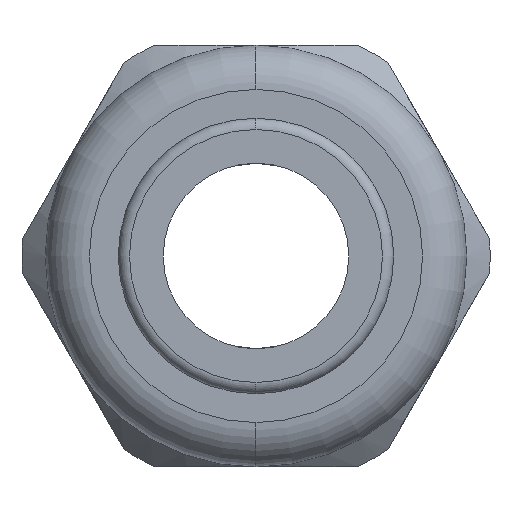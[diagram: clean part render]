
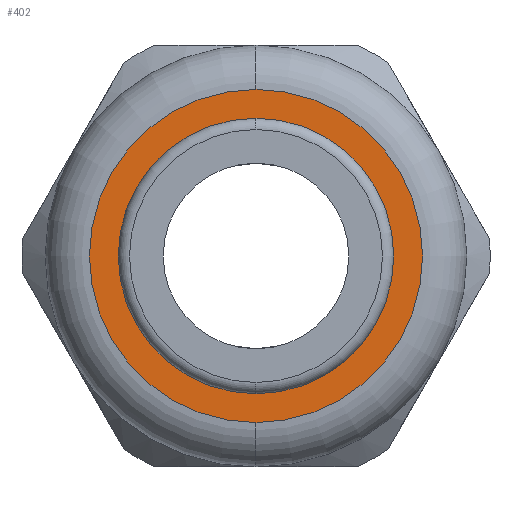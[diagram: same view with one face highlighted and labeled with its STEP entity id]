
A CAD part, left-side view. The second image highlights one B-rep face of the part: STEP entity #402.
In plain terms, the highlighted planar face has unit normal (-1, 0, 0).
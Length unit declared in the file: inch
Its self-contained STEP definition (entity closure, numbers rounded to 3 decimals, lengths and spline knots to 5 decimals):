
#129 = ORIENTED_EDGE ( 'NONE', *, *, #423, .T. ) ;
#240 = EDGE_CURVE ( 'NONE', #241, #242, #1269, .T. ) ;
#241 = VERTEX_POINT ( 'NONE', #1265 ) ;
#242 = VERTEX_POINT ( 'NONE', #1264 ) ;
#330 = EDGE_LOOP ( 'NONE', ( #403, #129 ) ) ;
#402 = ADVANCED_FACE ( 'NONE', ( #1588, #1586 ), #1585, .T. ) ;
#403 = ORIENTED_EDGE ( 'NONE', *, *, #3154, .T. ) ;
#411 = ORIENTED_EDGE ( 'NONE', *, *, #240, .T. ) ;
#416 = EDGE_CURVE ( 'NONE', #242, #241, #1622, .T. ) ;
#423 = EDGE_CURVE ( 'NONE', #772, #768, #1664, .T. ) ;
#425 = ORIENTED_EDGE ( 'NONE', *, *, #416, .T. ) ;
#431 = EDGE_LOOP ( 'NONE', ( #425, #411 ) ) ;
#768 = VERTEX_POINT ( 'NONE', #1994 ) ;
#772 = VERTEX_POINT ( 'NONE', #2056 ) ;
#1214 = CARTESIAN_POINT ( 'NONE',  ( -1.18, 0., 0. ) ) ;
#1264 = CARTESIAN_POINT ( 'NONE',  ( -1.18, 0., -0.245 ) ) ;
#1265 = CARTESIAN_POINT ( 'NONE',  ( -1.18, 0., 0.245 ) ) ;
#1266 = DIRECTION ( 'NONE',  ( 0., 0., -1. ) ) ;
#1267 = DIRECTION ( 'NONE',  ( 1., 0., 0. ) ) ;
#1268 = AXIS2_PLACEMENT_3D ( 'NONE', #1214, #1267, #1266 ) ;
#1269 = CIRCLE ( 'NONE', #1268, 0.245 ) ;
#1574 = DIRECTION ( 'NONE',  ( 0., 0., 1. ) ) ;
#1575 = DIRECTION ( 'NONE',  ( -1., 0., 0. ) ) ;
#1576 = CARTESIAN_POINT ( 'NONE',  ( -1.18, 0.375, 0. ) ) ;
#1577 = AXIS2_PLACEMENT_3D ( 'NONE', #1576, #1575, #1574 ) ;
#1585 = PLANE ( 'NONE',  #1577 ) ;
#1586 = FACE_BOUND ( 'NONE', #431, .T. ) ;
#1588 = FACE_OUTER_BOUND ( 'NONE', #330, .T. ) ;
#1618 = DIRECTION ( 'NONE',  ( 0., 0., -1. ) ) ;
#1619 = DIRECTION ( 'NONE',  ( 1., 0., 0. ) ) ;
#1620 = CARTESIAN_POINT ( 'NONE',  ( -1.18, 0., 0. ) ) ;
#1621 = AXIS2_PLACEMENT_3D ( 'NONE', #1620, #1619, #1618 ) ;
#1622 = CIRCLE ( 'NONE', #1621, 0.245 ) ;
#1660 = DIRECTION ( 'NONE',  ( 0., 0., 1. ) ) ;
#1661 = DIRECTION ( 'NONE',  ( -1., 0., 0. ) ) ;
#1662 = CARTESIAN_POINT ( 'NONE',  ( -1.18, 0., 0. ) ) ;
#1663 = AXIS2_PLACEMENT_3D ( 'NONE', #1662, #1661, #1660 ) ;
#1664 = CIRCLE ( 'NONE', #1663, 0.29626 ) ;
#1994 = CARTESIAN_POINT ( 'NONE',  ( -1.18, 0., 0.29626 ) ) ;
#2056 = CARTESIAN_POINT ( 'NONE',  ( -1.18, 0., -0.29626 ) ) ;
#2758 = DIRECTION ( 'NONE',  ( 0., 0., 1. ) ) ;
#2759 = DIRECTION ( 'NONE',  ( -1., 0., 0. ) ) ;
#2760 = CARTESIAN_POINT ( 'NONE',  ( -1.18, 0., 0. ) ) ;
#2761 = AXIS2_PLACEMENT_3D ( 'NONE', #2760, #2759, #2758 ) ;
#2762 = CIRCLE ( 'NONE', #2761, 0.29626 ) ;
#3154 = EDGE_CURVE ( 'NONE', #768, #772, #2762, .T. ) ;
